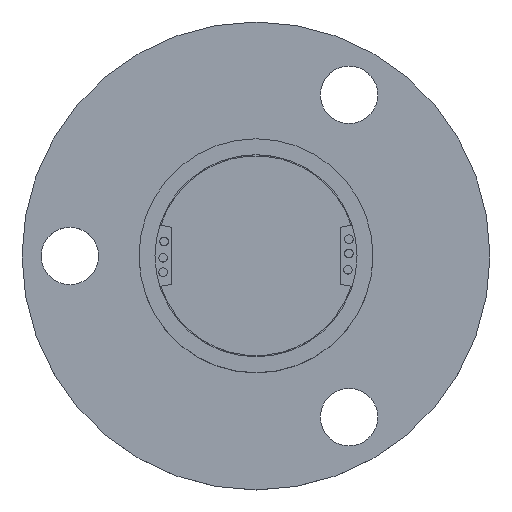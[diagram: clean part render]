
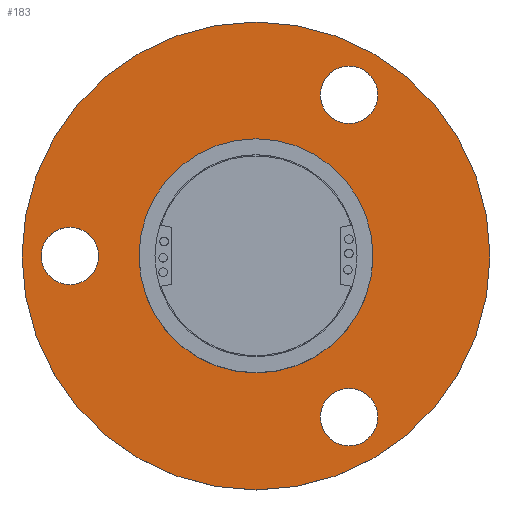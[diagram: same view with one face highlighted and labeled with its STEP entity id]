
A CAD part, top view. The second image highlights one B-rep face of the part: STEP entity #183.
In plain terms, the highlighted planar face has unit normal (0, 0, 1).
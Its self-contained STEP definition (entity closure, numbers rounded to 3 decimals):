
#3 = VERTEX_POINT ( 'NONE', #673 ) ;
#6 = VERTEX_POINT ( 'NONE', #871 ) ;
#7 = VERTEX_POINT ( 'NONE', #678 ) ;
#47 = EDGE_LOOP ( 'NONE', ( #1699, #1776 ) ) ;
#88 = EDGE_LOOP ( 'NONE', ( #1785, #1698 ) ) ;
#108 = EDGE_LOOP ( 'NONE', ( #1869, #1871 ) ) ;
#124 = EDGE_LOOP ( 'NONE', ( #1771, #1786 ) ) ;
#144 = EDGE_LOOP ( 'NONE', ( #1775, #1774 ) ) ;
#183 = ADVANCED_FACE ( 'NONE', ( #1531, #1535, #1529, #1527, #1547 ), #978, .F. ) ;
#226 = EDGE_CURVE ( 'NONE', #723, #848, #583, .T. ) ;
#239 = EDGE_CURVE ( 'NONE', #7, #850, #640, .T. ) ;
#262 = CARTESIAN_POINT ( 'NONE',  ( 11., 0., 16.4 ) ) ;
#264 = CARTESIAN_POINT ( 'NONE',  ( 22., 0., 16.4 ) ) ;
#330 = CARTESIAN_POINT ( 'NONE',  ( -17.5, 0., 16.4 ) ) ;
#332 = DIRECTION ( 'NONE',  ( 0., 0., 1. ) ) ;
#333 = DIRECTION ( 'NONE',  ( -1., 0., 0. ) ) ;
#334 = CARTESIAN_POINT ( 'NONE',  ( 0., 0., 16.4 ) ) ;
#337 = CARTESIAN_POINT ( 'NONE',  ( 8.75, 15.155, 16.4 ) ) ;
#340 = CARTESIAN_POINT ( 'NONE',  ( -17.5, 0., 16.4 ) ) ;
#341 = DIRECTION ( 'NONE',  ( 0., 0., -1. ) ) ;
#342 = DIRECTION ( 'NONE',  ( -1., 0., 0. ) ) ;
#344 = DIRECTION ( 'NONE',  ( 0., 0., 1. ) ) ;
#345 = DIRECTION ( 'NONE',  ( -1., 0., 0. ) ) ;
#347 = DIRECTION ( 'NONE',  ( 0., 0., 1. ) ) ;
#348 = DIRECTION ( 'NONE',  ( -1., 0., 0. ) ) ;
#355 = CARTESIAN_POINT ( 'NONE',  ( 8.75, -15.155, 16.4 ) ) ;
#358 = CARTESIAN_POINT ( 'NONE',  ( 0., 0., 16.4 ) ) ;
#362 = DIRECTION ( 'NONE',  ( 0., 0., 1. ) ) ;
#363 = DIRECTION ( 'NONE',  ( -1., 0., 0. ) ) ;
#365 = DIRECTION ( 'NONE',  ( 0., 0., -1. ) ) ;
#366 = DIRECTION ( 'NONE',  ( -1., 0., 0. ) ) ;
#548 = EDGE_CURVE ( 'NONE', #734, #733, #807, .T. ) ;
#583 = CIRCLE ( 'NONE', #2203, 11. ) ;
#640 = CIRCLE ( 'NONE', #2208, 22. ) ;
#673 = CARTESIAN_POINT ( 'NONE',  ( -20.2, 0., 16.4 ) ) ;
#674 = VERTEX_POINT ( 'NONE', #1374 ) ;
#678 = CARTESIAN_POINT ( 'NONE',  ( -22., 0., 16.4 ) ) ;
#723 = VERTEX_POINT ( 'NONE', #1425 ) ;
#732 = VERTEX_POINT ( 'NONE', #1433 ) ;
#733 = VERTEX_POINT ( 'NONE', #1434 ) ;
#734 = VERTEX_POINT ( 'NONE', #1435 ) ;
#783 = EDGE_CURVE ( 'NONE', #732, #6, #1944, .T. ) ;
#807 = CIRCLE ( 'NONE', #2074, 2.7 ) ;
#848 = VERTEX_POINT ( 'NONE', #262 ) ;
#850 = VERTEX_POINT ( 'NONE', #264 ) ;
#871 = CARTESIAN_POINT ( 'NONE',  ( 11.45, 15.155, 16.4 ) ) ;
#978 = PLANE ( 'NONE',  #2167 ) ;
#988 = CARTESIAN_POINT ( 'NONE',  ( 0., 0., 16.4 ) ) ;
#990 = DIRECTION ( 'NONE',  ( 0., 0., -1. ) ) ;
#991 = DIRECTION ( 'NONE',  ( -1., 0., 0. ) ) ;
#1126 = CARTESIAN_POINT ( 'NONE',  ( 0., 0., 16.4 ) ) ;
#1127 = DIRECTION ( 'NONE',  ( 0., 0., -1. ) ) ;
#1128 = DIRECTION ( 'NONE',  ( -1., 0., 0. ) ) ;
#1158 = CARTESIAN_POINT ( 'NONE',  ( 0., 0., 16.4 ) ) ;
#1159 = DIRECTION ( 'NONE',  ( 0., 0., -1. ) ) ;
#1160 = DIRECTION ( 'NONE',  ( -1., 0., 0. ) ) ;
#1318 = CARTESIAN_POINT ( 'NONE',  ( 8.75, -15.155, 16.4 ) ) ;
#1319 = DIRECTION ( 'NONE',  ( 0., 0., 1. ) ) ;
#1320 = DIRECTION ( 'NONE',  ( -1., 0., 0. ) ) ;
#1374 = CARTESIAN_POINT ( 'NONE',  ( -14.8, 0., 16.4 ) ) ;
#1425 = CARTESIAN_POINT ( 'NONE',  ( -11., 0., 16.4 ) ) ;
#1433 = CARTESIAN_POINT ( 'NONE',  ( 6.05, 15.155, 16.4 ) ) ;
#1434 = CARTESIAN_POINT ( 'NONE',  ( 11.45, -15.155, 16.4 ) ) ;
#1435 = CARTESIAN_POINT ( 'NONE',  ( 6.05, -15.155, 16.4 ) ) ;
#1459 = CARTESIAN_POINT ( 'NONE',  ( 8.75, 15.155, 16.4 ) ) ;
#1461 = DIRECTION ( 'NONE',  ( 0., 0., 1. ) ) ;
#1462 = DIRECTION ( 'NONE',  ( -1., 0., 0. ) ) ;
#1527 = FACE_BOUND ( 'NONE', #144, .T. ) ;
#1529 = FACE_BOUND ( 'NONE', #47, .T. ) ;
#1531 = FACE_BOUND ( 'NONE', #124, .T. ) ;
#1535 = FACE_BOUND ( 'NONE', #88, .T. ) ;
#1547 = FACE_OUTER_BOUND ( 'NONE', #108, .T. ) ;
#1698 = ORIENTED_EDGE ( 'NONE', *, *, #2235, .F. ) ;
#1699 = ORIENTED_EDGE ( 'NONE', *, *, #2154, .F. ) ;
#1771 = ORIENTED_EDGE ( 'NONE', *, *, #783, .F. ) ;
#1774 = ORIENTED_EDGE ( 'NONE', *, *, #2236, .T. ) ;
#1775 = ORIENTED_EDGE ( 'NONE', *, *, #226, .T. ) ;
#1776 = ORIENTED_EDGE ( 'NONE', *, *, #2230, .F. ) ;
#1785 = ORIENTED_EDGE ( 'NONE', *, *, #548, .F. ) ;
#1786 = ORIENTED_EDGE ( 'NONE', *, *, #2229, .F. ) ;
#1869 = ORIENTED_EDGE ( 'NONE', *, *, #239, .F. ) ;
#1871 = ORIENTED_EDGE ( 'NONE', *, *, #2228, .F. ) ;
#1944 = CIRCLE ( 'NONE', #2096, 2.7 ) ;
#1974 = CIRCLE ( 'NONE', #2117, 2.7 ) ;
#1977 = CIRCLE ( 'NONE', #2119, 22. ) ;
#1978 = CIRCLE ( 'NONE', #2120, 2.7 ) ;
#1979 = CIRCLE ( 'NONE', #2121, 2.7 ) ;
#1984 = CIRCLE ( 'NONE', #2126, 2.7 ) ;
#1985 = CIRCLE ( 'NONE', #2127, 11. ) ;
#2074 = AXIS2_PLACEMENT_3D ( 'NONE', #1318, #1319, #1320 ) ;
#2096 = AXIS2_PLACEMENT_3D ( 'NONE', #1459, #1461, #1462 ) ;
#2117 = AXIS2_PLACEMENT_3D ( 'NONE', #330, #332, #333 ) ;
#2119 = AXIS2_PLACEMENT_3D ( 'NONE', #334, #341, #342 ) ;
#2120 = AXIS2_PLACEMENT_3D ( 'NONE', #337, #344, #345 ) ;
#2121 = AXIS2_PLACEMENT_3D ( 'NONE', #340, #347, #348 ) ;
#2126 = AXIS2_PLACEMENT_3D ( 'NONE', #355, #362, #363 ) ;
#2127 = AXIS2_PLACEMENT_3D ( 'NONE', #358, #365, #366 ) ;
#2154 = EDGE_CURVE ( 'NONE', #3, #674, #1974, .T. ) ;
#2167 = AXIS2_PLACEMENT_3D ( 'NONE', #988, #990, #991 ) ;
#2203 = AXIS2_PLACEMENT_3D ( 'NONE', #1126, #1127, #1128 ) ;
#2208 = AXIS2_PLACEMENT_3D ( 'NONE', #1158, #1159, #1160 ) ;
#2228 = EDGE_CURVE ( 'NONE', #850, #7, #1977, .T. ) ;
#2229 = EDGE_CURVE ( 'NONE', #6, #732, #1978, .T. ) ;
#2230 = EDGE_CURVE ( 'NONE', #674, #3, #1979, .T. ) ;
#2235 = EDGE_CURVE ( 'NONE', #733, #734, #1984, .T. ) ;
#2236 = EDGE_CURVE ( 'NONE', #848, #723, #1985, .T. ) ;
